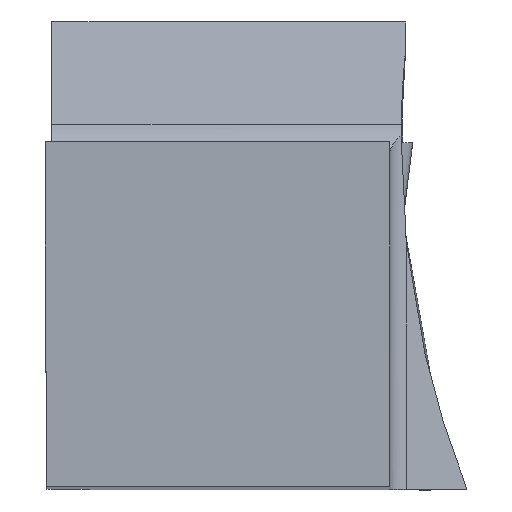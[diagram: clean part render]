
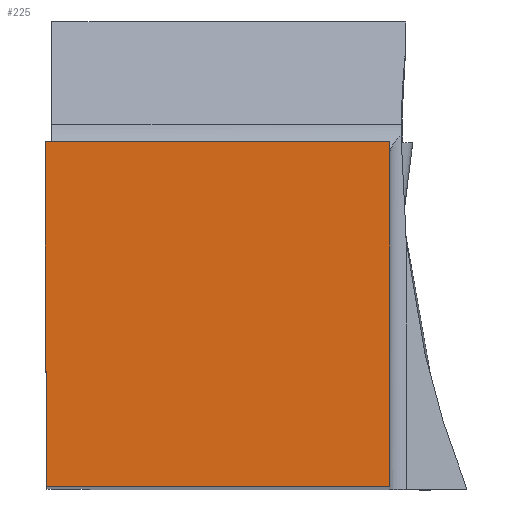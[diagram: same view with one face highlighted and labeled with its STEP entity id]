
A CAD part, top view. The second image highlights one B-rep face of the part: STEP entity #225.
In plain terms, the highlighted planar face has unit normal (0, 0, 1).
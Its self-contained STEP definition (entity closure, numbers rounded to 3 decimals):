
#148=PLANE('',#2610);
#225=ADVANCED_FACE('CU_BACK_SU1',(#366),#148,.F.);
#366=FACE_OUTER_BOUND('',#486,.T.);
#486=EDGE_LOOP('',(#1360,#1361,#1362,#1363));
#756=LINE('',#3439,#972);
#760=LINE('',#3449,#976);
#763=LINE('',#3459,#979);
#795=LINE('',#3608,#1011);
#972=VECTOR('',#2784,1.);
#976=VECTOR('',#2792,1.);
#979=VECTOR('',#2801,1.);
#1011=VECTOR('',#2879,1.);
#1360=ORIENTED_EDGE('',*,*,#2176,.T.);
#1361=ORIENTED_EDGE('',*,*,#2232,.F.);
#1362=ORIENTED_EDGE('',*,*,#2186,.T.);
#1363=ORIENTED_EDGE('',*,*,#2181,.T.);
#1932=VERTEX_POINT('',#3438);
#1933=VERTEX_POINT('',#3440);
#1937=VERTEX_POINT('',#3450);
#1941=VERTEX_POINT('',#3460);
#2176=EDGE_CURVE('',#1933,#1932,#756,.T.);
#2181=EDGE_CURVE('',#1937,#1933,#760,.T.);
#2186=EDGE_CURVE('',#1941,#1937,#763,.T.);
#2232=EDGE_CURVE('',#1941,#1932,#795,.T.);
#2610=AXIS2_PLACEMENT_3D('',#3609,#2880,#2881);
#2784=DIRECTION('',(1.,0.,0.));
#2792=DIRECTION('',(0.004,-1.,0.));
#2801=DIRECTION('',(-1.,0.,0.));
#2879=DIRECTION('',(0.,-1.,0.));
#2880=DIRECTION('',(0.,0.,-1.));
#2881=DIRECTION('',(0.,-1.,0.));
#3438=CARTESIAN_POINT('',(24.875,0.,0.));
#3439=CARTESIAN_POINT('',(-23.244,0.,0.));
#3440=CARTESIAN_POINT('',(0.109,0.,0.));
#3449=CARTESIAN_POINT('',(-0.088,44.976,0.));
#3450=CARTESIAN_POINT('',(0.,24.875,0.));
#3459=CARTESIAN_POINT('',(-23.244,24.875,0.));
#3460=CARTESIAN_POINT('',(24.875,24.875,0.));
#3608=CARTESIAN_POINT('',(24.875,44.875,0.));
#3609=CARTESIAN_POINT('',(-23.244,44.875,0.));
